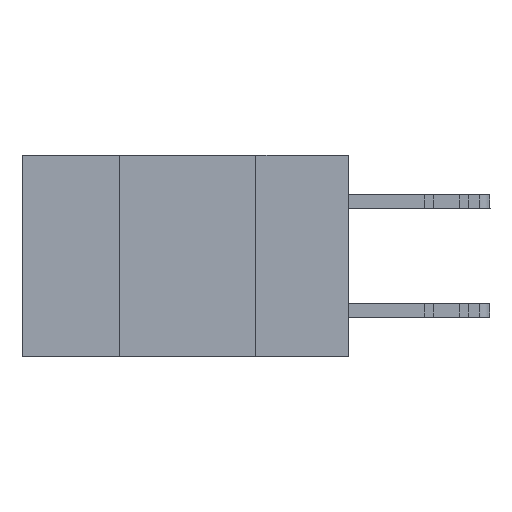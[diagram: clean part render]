
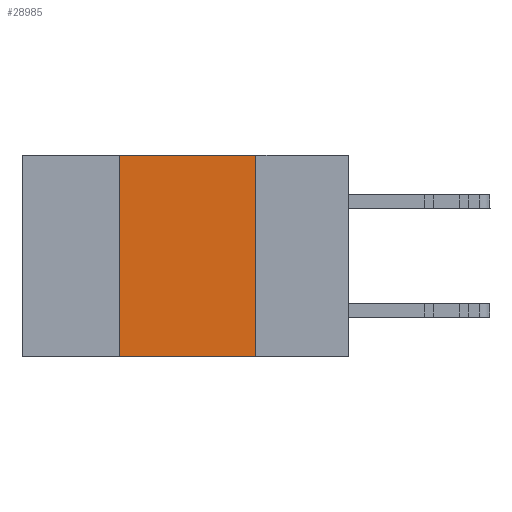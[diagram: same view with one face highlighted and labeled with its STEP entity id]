
A CAD part, left-side view. The second image highlights one B-rep face of the part: STEP entity #28985.
In plain terms, the highlighted planar face has unit normal (-1, 0, 0).
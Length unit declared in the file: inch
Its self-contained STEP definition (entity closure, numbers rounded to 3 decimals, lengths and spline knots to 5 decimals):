
#192 = LINE ( 'NONE', #16804, #5793 ) ;
#1655 = EDGE_CURVE ( 'NONE', #18834, #28932, #14341, .T. ) ;
#2223 = CARTESIAN_POINT ( 'NONE',  ( 0., 0.42, 0. ) ) ;
#3008 = ORIENTED_EDGE ( 'NONE', *, *, #24013, .F. ) ;
#3250 = EDGE_CURVE ( 'NONE', #18834, #13401, #5353, .T. ) ;
#3626 = PLANE ( 'NONE',  #19006 ) ;
#4439 = FACE_OUTER_BOUND ( 'NONE', #10827, .T. ) ;
#5341 = DIRECTION ( 'NONE',  ( 0., 0., 1. ) ) ;
#5353 = LINE ( 'NONE', #2223, #24880 ) ;
#5575 = CARTESIAN_POINT ( 'NONE',  ( 0., 0.42, -0.37 ) ) ;
#5793 = VECTOR ( 'NONE', #7328, 39.37008 ) ;
#5815 = CARTESIAN_POINT ( 'NONE',  ( 0., 0.17, -0.37 ) ) ;
#7328 = DIRECTION ( 'NONE',  ( 0., 0., -1. ) ) ;
#8416 = DIRECTION ( 'NONE',  ( 1., 0., 0. ) ) ;
#9631 = EDGE_CURVE ( 'NONE', #16468, #28932, #192, .T. ) ;
#10688 = CARTESIAN_POINT ( 'NONE',  ( 0., 0.6, 0. ) ) ;
#10827 = EDGE_LOOP ( 'NONE', ( #14123, #3008, #28835, #24029 ) ) ;
#13401 = VERTEX_POINT ( 'NONE', #22359 ) ;
#14123 = ORIENTED_EDGE ( 'NONE', *, *, #9631, .F. ) ;
#14234 = CARTESIAN_POINT ( 'NONE',  ( 0., 0.6, -0.37 ) ) ;
#14341 = LINE ( 'NONE', #14234, #26090 ) ;
#15781 = VECTOR ( 'NONE', #24193, 39.37008 ) ;
#16468 = VERTEX_POINT ( 'NONE', #25192 ) ;
#16804 = CARTESIAN_POINT ( 'NONE',  ( 0., 0.17, 0. ) ) ;
#17119 = CARTESIAN_POINT ( 'NONE',  ( 0., 0.6, 0. ) ) ;
#18834 = VERTEX_POINT ( 'NONE', #5575 ) ;
#19006 = AXIS2_PLACEMENT_3D ( 'NONE', #10688, #8416, #24851 ) ;
#21981 = LINE ( 'NONE', #17119, #15781 ) ;
#22359 = CARTESIAN_POINT ( 'NONE',  ( 0., 0.42, 0. ) ) ;
#24013 = EDGE_CURVE ( 'NONE', #13401, #16468, #21981, .T. ) ;
#24029 = ORIENTED_EDGE ( 'NONE', *, *, #1655, .T. ) ;
#24193 = DIRECTION ( 'NONE',  ( 0., -1., 0. ) ) ;
#24851 = DIRECTION ( 'NONE',  ( 0., 0., -1. ) ) ;
#24880 = VECTOR ( 'NONE', #5341, 39.37008 ) ;
#25192 = CARTESIAN_POINT ( 'NONE',  ( 0., 0.17, 0. ) ) ;
#26090 = VECTOR ( 'NONE', #28960, 39.37008 ) ;
#28835 = ORIENTED_EDGE ( 'NONE', *, *, #3250, .F. ) ;
#28932 = VERTEX_POINT ( 'NONE', #5815 ) ;
#28960 = DIRECTION ( 'NONE',  ( 0., -1., 0. ) ) ;
#28985 = ADVANCED_FACE ( 'NONE', ( #4439 ), #3626, .F. ) ;
